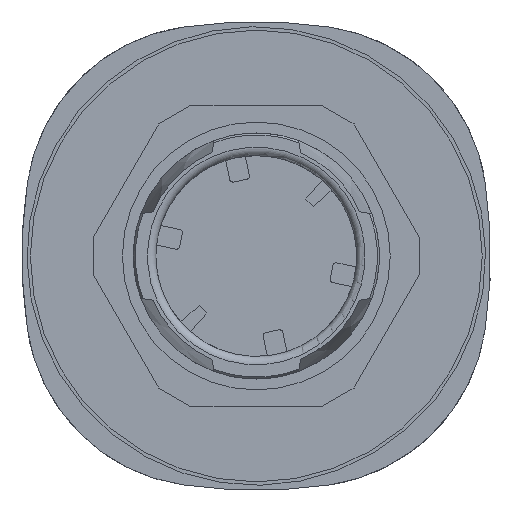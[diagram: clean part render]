
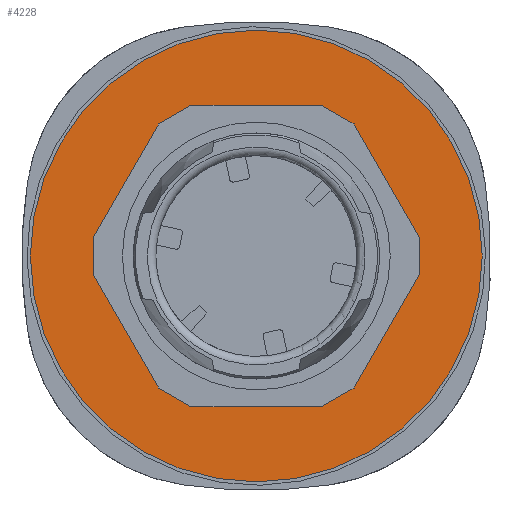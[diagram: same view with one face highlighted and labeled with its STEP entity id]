
A CAD part, front view. The second image highlights one B-rep face of the part: STEP entity #4228.
In plain terms, the highlighted planar face has unit normal (0, -1, 0).
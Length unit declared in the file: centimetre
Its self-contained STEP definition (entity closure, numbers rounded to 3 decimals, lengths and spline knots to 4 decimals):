
#44=FACE_BOUND('',#828,.T.);
#336=PLANE('',#4647);
#549=FACE_OUTER_BOUND('',#827,.T.);
#827=EDGE_LOOP('',(#3452));
#828=EDGE_LOOP('',(#3453,#3454,#3455,#3456,#3457,#3458,#3459,#3460,#3461,
#3462,#3463,#3464));
#1101=CIRCLE('',#4648,1.35);
#1314=LINE('',#7209,#1600);
#1315=LINE('',#7211,#1601);
#1316=LINE('',#7213,#1602);
#1317=LINE('',#7215,#1603);
#1318=LINE('',#7217,#1604);
#1319=LINE('',#7219,#1605);
#1320=LINE('',#7221,#1606);
#1321=LINE('',#7223,#1607);
#1322=LINE('',#7225,#1608);
#1323=LINE('',#7227,#1609);
#1324=LINE('',#7229,#1610);
#1325=LINE('',#7230,#1611);
#1600=VECTOR('',#5559,0.7823);
#1601=VECTOR('',#5560,0.2225);
#1602=VECTOR('',#5561,0.7823);
#1603=VECTOR('',#5562,0.2225);
#1604=VECTOR('',#5563,0.7823);
#1605=VECTOR('',#5564,0.2225);
#1606=VECTOR('',#5565,0.7823);
#1607=VECTOR('',#5566,0.2225);
#1608=VECTOR('',#5567,0.7823);
#1609=VECTOR('',#5568,0.2225);
#1610=VECTOR('',#5569,0.7823);
#1611=VECTOR('',#5570,0.2225);
#1985=VERTEX_POINT('',#7205);
#1986=VERTEX_POINT('',#7207);
#1987=VERTEX_POINT('',#7208);
#1988=VERTEX_POINT('',#7210);
#1989=VERTEX_POINT('',#7212);
#1990=VERTEX_POINT('',#7214);
#1991=VERTEX_POINT('',#7216);
#1992=VERTEX_POINT('',#7218);
#1993=VERTEX_POINT('',#7220);
#1994=VERTEX_POINT('',#7222);
#1995=VERTEX_POINT('',#7224);
#1996=VERTEX_POINT('',#7226);
#1997=VERTEX_POINT('',#7228);
#2515=EDGE_CURVE('',#1985,#1985,#1101,.T.);
#2516=EDGE_CURVE('',#1986,#1987,#1314,.T.);
#2517=EDGE_CURVE('',#1987,#1988,#1315,.T.);
#2518=EDGE_CURVE('',#1988,#1989,#1316,.T.);
#2519=EDGE_CURVE('',#1989,#1990,#1317,.T.);
#2520=EDGE_CURVE('',#1990,#1991,#1318,.T.);
#2521=EDGE_CURVE('',#1991,#1992,#1319,.T.);
#2522=EDGE_CURVE('',#1992,#1993,#1320,.T.);
#2523=EDGE_CURVE('',#1993,#1994,#1321,.T.);
#2524=EDGE_CURVE('',#1994,#1995,#1322,.T.);
#2525=EDGE_CURVE('',#1995,#1996,#1323,.T.);
#2526=EDGE_CURVE('',#1996,#1997,#1324,.T.);
#2527=EDGE_CURVE('',#1997,#1986,#1325,.T.);
#3452=ORIENTED_EDGE('',*,*,#2515,.T.);
#3453=ORIENTED_EDGE('',*,*,#2516,.T.);
#3454=ORIENTED_EDGE('',*,*,#2517,.T.);
#3455=ORIENTED_EDGE('',*,*,#2518,.T.);
#3456=ORIENTED_EDGE('',*,*,#2519,.T.);
#3457=ORIENTED_EDGE('',*,*,#2520,.T.);
#3458=ORIENTED_EDGE('',*,*,#2521,.T.);
#3459=ORIENTED_EDGE('',*,*,#2522,.T.);
#3460=ORIENTED_EDGE('',*,*,#2523,.T.);
#3461=ORIENTED_EDGE('',*,*,#2524,.T.);
#3462=ORIENTED_EDGE('',*,*,#2525,.T.);
#3463=ORIENTED_EDGE('',*,*,#2526,.T.);
#3464=ORIENTED_EDGE('',*,*,#2527,.T.);
#4228=ADVANCED_FACE('',(#549,#44),#336,.T.);
#4647=AXIS2_PLACEMENT_3D('',#7204,#5555,#5556);
#4648=AXIS2_PLACEMENT_3D('',#7206,#5557,#5558);
#5555=DIRECTION('center_axis',(0.,-1.,0.));
#5556=DIRECTION('ref_axis',(1.,0.,0.));
#5557=DIRECTION('center_axis',(0.,-1.,0.));
#5558=DIRECTION('ref_axis',(1.,0.,0.));
#5559=DIRECTION('',(0.5,0.,0.866));
#5560=DIRECTION('',(0.866,0.,0.5));
#5561=DIRECTION('',(1.,0.,0.));
#5562=DIRECTION('',(0.866,0.,-0.5));
#5563=DIRECTION('',(0.5,0.,-0.866));
#5564=DIRECTION('',(0.,0.,-1.));
#5565=DIRECTION('',(-0.5,0.,-0.866));
#5566=DIRECTION('',(-0.866,0.,-0.5));
#5567=DIRECTION('',(-1.,0.,0.));
#5568=DIRECTION('',(-0.866,0.,0.5));
#5569=DIRECTION('',(-0.5,0.,0.866));
#5570=DIRECTION('',(0.,0.,1.));
#7204=CARTESIAN_POINT('Origin',(0.,0.22,0.9));
#7205=CARTESIAN_POINT('',(0.,0.22,1.35));
#7206=CARTESIAN_POINT('Origin',(0.,0.22,0.));
#7207=CARTESIAN_POINT('',(-0.975,0.22,0.1113));
#7208=CARTESIAN_POINT('',(-0.5838,0.22,0.7887));
#7209=CARTESIAN_POINT('',(-0.6824,0.22,0.6181));
#7210=CARTESIAN_POINT('',(-0.3912,0.22,0.9));
#7211=CARTESIAN_POINT('',(-0.3408,0.22,0.9291));
#7212=CARTESIAN_POINT('',(0.3912,0.22,0.9));
#7213=CARTESIAN_POINT('',(-0.1956,0.22,0.9));
#7214=CARTESIAN_POINT('',(0.5838,0.22,0.7887));
#7215=CARTESIAN_POINT('',(0.2445,0.22,0.9847));
#7216=CARTESIAN_POINT('',(0.975,0.22,0.1113));
#7217=CARTESIAN_POINT('',(0.4868,0.22,0.9569));
#7218=CARTESIAN_POINT('',(0.975,0.22,-0.1113));
#7219=CARTESIAN_POINT('',(0.975,0.22,0.5056));
#7220=CARTESIAN_POINT('',(0.5838,0.22,-0.7887));
#7221=CARTESIAN_POINT('',(1.0721,0.22,0.0569));
#7222=CARTESIAN_POINT('',(0.3912,0.22,-0.9));
#7223=CARTESIAN_POINT('',(0.7305,0.22,-0.7041));
#7224=CARTESIAN_POINT('',(-0.3912,0.22,-0.9));
#7225=CARTESIAN_POINT('',(0.1956,0.22,-0.9));
#7226=CARTESIAN_POINT('',(-0.5838,0.22,-0.7887));
#7227=CARTESIAN_POINT('',(-0.6342,0.22,-0.7597));
#7228=CARTESIAN_POINT('',(-0.975,0.22,-0.1113));
#7229=CARTESIAN_POINT('',(-0.8765,0.22,-0.2819));
#7230=CARTESIAN_POINT('',(-0.975,0.22,0.3944));
